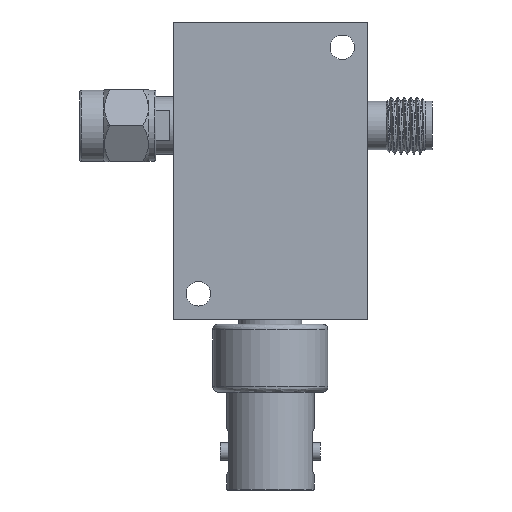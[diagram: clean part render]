
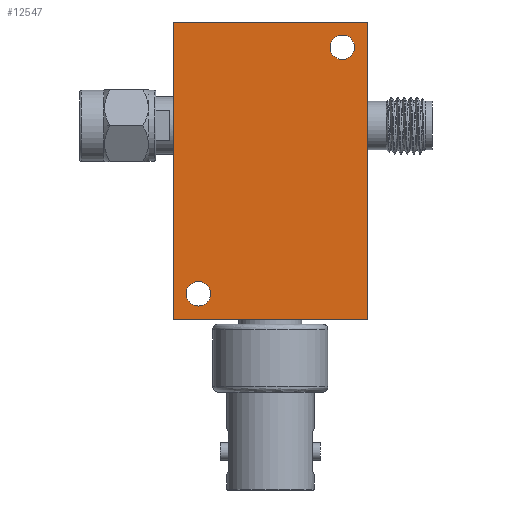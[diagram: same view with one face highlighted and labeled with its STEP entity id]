
A CAD part, front view. The second image highlights one B-rep face of the part: STEP entity #12547.
In plain terms, the highlighted planar face has unit normal (0, -1, 0).
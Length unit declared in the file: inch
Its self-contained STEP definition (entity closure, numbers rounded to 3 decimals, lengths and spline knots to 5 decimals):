
#147 = AXIS2_PLACEMENT_3D ( 'NONE', #7128, #8174, #12841 ) ;
#343 = CIRCLE ( 'NONE', #14163, 0.05325 ) ;
#432 = DIRECTION ( 'NONE',  ( 0., 0., 1. ) ) ;
#456 = DIRECTION ( 'NONE',  ( 0., 0., 1. ) ) ;
#848 = VERTEX_POINT ( 'NONE', #14539 ) ;
#896 = CARTESIAN_POINT ( 'NONE',  ( 0., 0., 0. ) ) ;
#1044 = CIRCLE ( 'NONE', #7928, 0.05325 ) ;
#1048 = FACE_BOUND ( 'NONE', #8682, .T. ) ;
#1055 = AXIS2_PLACEMENT_3D ( 'NONE', #2606, #8404, #456 ) ;
#1672 = VERTEX_POINT ( 'NONE', #3741 ) ;
#2123 = LINE ( 'NONE', #13855, #8185 ) ;
#2131 = ORIENTED_EDGE ( 'NONE', *, *, #11047, .F. ) ;
#2193 = CARTESIAN_POINT ( 'NONE',  ( -0.4225, 0., 0.645 ) ) ;
#2361 = CARTESIAN_POINT ( 'NONE',  ( 0., 0., -0.645 ) ) ;
#2606 = CARTESIAN_POINT ( 'NONE',  ( -0.3125, 0., -0.535 ) ) ;
#2810 = DIRECTION ( 'NONE',  ( 0., 0., -1. ) ) ;
#2925 = CARTESIAN_POINT ( 'NONE',  ( -0.3125, 0., -0.48175 ) ) ;
#3741 = CARTESIAN_POINT ( 'NONE',  ( 0.4225, 0., 0.645 ) ) ;
#4332 = DIRECTION ( 'NONE',  ( 0., 0., 1. ) ) ;
#4670 = VERTEX_POINT ( 'NONE', #2193 ) ;
#4683 = LINE ( 'NONE', #7029, #6761 ) ;
#4888 = DIRECTION ( 'NONE',  ( 1., 0., 0. ) ) ;
#5160 = ORIENTED_EDGE ( 'NONE', *, *, #6742, .F. ) ;
#5444 = DIRECTION ( 'NONE',  ( 0., 1., 0. ) ) ;
#5735 = ORIENTED_EDGE ( 'NONE', *, *, #12041, .F. ) ;
#5944 = VERTEX_POINT ( 'NONE', #13643 ) ;
#6028 = CARTESIAN_POINT ( 'NONE',  ( 0.3125, 0., 0.58825 ) ) ;
#6086 = DIRECTION ( 'NONE',  ( 0., -1., 0. ) ) ;
#6132 = EDGE_LOOP ( 'NONE', ( #10055, #7559 ) ) ;
#6210 = CARTESIAN_POINT ( 'NONE',  ( -0.3125, 0., -0.58825 ) ) ;
#6542 = PLANE ( 'NONE',  #11765 ) ;
#6691 = FACE_BOUND ( 'NONE', #6132, .T. ) ;
#6742 = EDGE_CURVE ( 'NONE', #1672, #11647, #9872, .T. ) ;
#6761 = VECTOR ( 'NONE', #4888, 39.37008 ) ;
#7029 = CARTESIAN_POINT ( 'NONE',  ( 0., 0., 0.645 ) ) ;
#7128 = CARTESIAN_POINT ( 'NONE',  ( -0.3125, 0., -0.535 ) ) ;
#7559 = ORIENTED_EDGE ( 'NONE', *, *, #10325, .F. ) ;
#7928 = AXIS2_PLACEMENT_3D ( 'NONE', #12054, #14169, #432 ) ;
#8009 = DIRECTION ( 'NONE',  ( -1., 0., 0. ) ) ;
#8174 = DIRECTION ( 'NONE',  ( 0., -1., 0. ) ) ;
#8185 = VECTOR ( 'NONE', #11224, 39.37008 ) ;
#8388 = CARTESIAN_POINT ( 'NONE',  ( 0.4225, 0., 0. ) ) ;
#8404 = DIRECTION ( 'NONE',  ( 0., -1., 0. ) ) ;
#8662 = VERTEX_POINT ( 'NONE', #6028 ) ;
#8682 = EDGE_LOOP ( 'NONE', ( #9733, #5735 ) ) ;
#8809 = ORIENTED_EDGE ( 'NONE', *, *, #12909, .F. ) ;
#9227 = DIRECTION ( 'NONE',  ( 0., 0., 1. ) ) ;
#9387 = EDGE_CURVE ( 'NONE', #8662, #5944, #1044, .T. ) ;
#9733 = ORIENTED_EDGE ( 'NONE', *, *, #14706, .F. ) ;
#9773 = VERTEX_POINT ( 'NONE', #6210 ) ;
#9872 = LINE ( 'NONE', #8388, #11209 ) ;
#9897 = FACE_OUTER_BOUND ( 'NONE', #12743, .T. ) ;
#10055 = ORIENTED_EDGE ( 'NONE', *, *, #9387, .F. ) ;
#10262 = ORIENTED_EDGE ( 'NONE', *, *, #10966, .F. ) ;
#10325 = EDGE_CURVE ( 'NONE', #5944, #8662, #343, .T. ) ;
#10409 = LINE ( 'NONE', #2361, #10579 ) ;
#10579 = VECTOR ( 'NONE', #8009, 39.37008 ) ;
#10966 = EDGE_CURVE ( 'NONE', #4670, #1672, #4683, .T. ) ;
#11047 = EDGE_CURVE ( 'NONE', #11647, #848, #10409, .T. ) ;
#11209 = VECTOR ( 'NONE', #2810, 39.37008 ) ;
#11224 = DIRECTION ( 'NONE',  ( 0., 0., 1. ) ) ;
#11228 = VERTEX_POINT ( 'NONE', #2925 ) ;
#11532 = CIRCLE ( 'NONE', #1055, 0.05325 ) ;
#11647 = VERTEX_POINT ( 'NONE', #12022 ) ;
#11765 = AXIS2_PLACEMENT_3D ( 'NONE', #896, #5444, #4332 ) ;
#12022 = CARTESIAN_POINT ( 'NONE',  ( 0.4225, 0., -0.645 ) ) ;
#12041 = EDGE_CURVE ( 'NONE', #9773, #11228, #11532, .T. ) ;
#12054 = CARTESIAN_POINT ( 'NONE',  ( 0.3125, 0., 0.535 ) ) ;
#12547 = ADVANCED_FACE ( 'NONE', ( #9897, #6691, #1048 ), #6542, .F. ) ;
#12743 = EDGE_LOOP ( 'NONE', ( #2131, #5160, #10262, #8809 ) ) ;
#12841 = DIRECTION ( 'NONE',  ( 0., 0., 1. ) ) ;
#12909 = EDGE_CURVE ( 'NONE', #848, #4670, #2123, .T. ) ;
#13247 = CIRCLE ( 'NONE', #147, 0.05325 ) ;
#13643 = CARTESIAN_POINT ( 'NONE',  ( 0.3125, 0., 0.48175 ) ) ;
#13812 = CARTESIAN_POINT ( 'NONE',  ( 0.3125, 0., 0.535 ) ) ;
#13855 = CARTESIAN_POINT ( 'NONE',  ( -0.4225, 0., 0. ) ) ;
#14163 = AXIS2_PLACEMENT_3D ( 'NONE', #13812, #6086, #9227 ) ;
#14169 = DIRECTION ( 'NONE',  ( 0., -1., 0. ) ) ;
#14539 = CARTESIAN_POINT ( 'NONE',  ( -0.4225, 0., -0.645 ) ) ;
#14706 = EDGE_CURVE ( 'NONE', #11228, #9773, #13247, .T. ) ;
